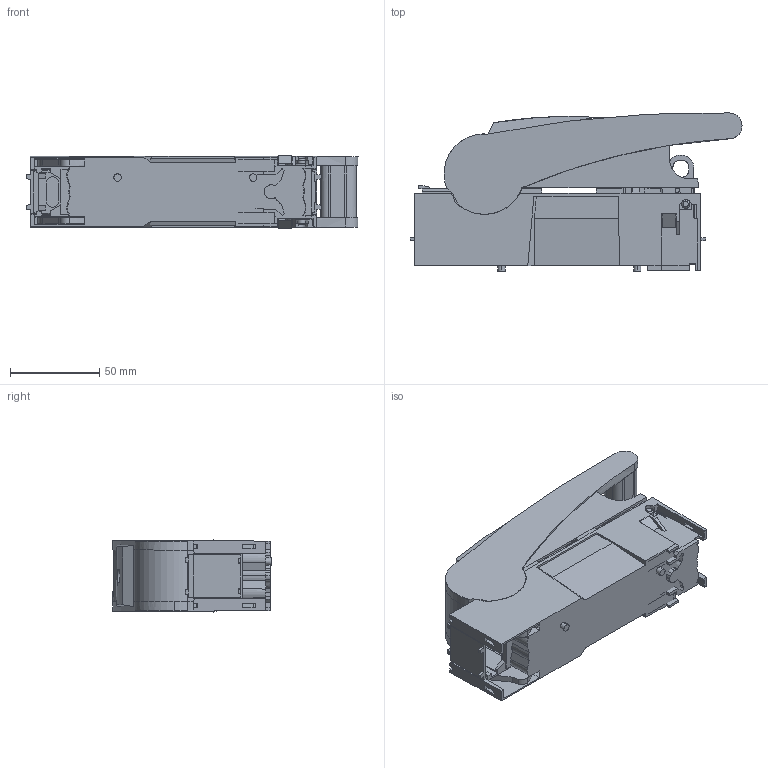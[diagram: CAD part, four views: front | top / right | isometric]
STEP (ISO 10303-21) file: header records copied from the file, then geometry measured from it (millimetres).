
FILE_DESCRIPTION((''),'2;1');
FILE_NAME('PRT0002','2023-06-09T22:03:20',('20724'),(''),'CREO PARAMETRIC BY PTC INC, 2016390','CREO PARAMETRIC BY PTC INC, 2016390','');
FILE_SCHEMA(('AUTOMOTIVE_DESIGN { 1 0 10303 214 1 1 1 1 }'));
Length unit declared in the file: millimetre
Products named in the file (1): PRT0002
Bounding box: 186.02 x 88.62 x 40.86 mm (x, y, z)
Surface area: 84373.4 mm2 (no closed solid volume)
Topology: 0 solids, 86 shells, 639 faces, 3034 edges, 2461 vertices
Faces by surface type: plane 524, cylinder 80, cone 18, bspline 9, extrusion 8
Entity records: 40369 total; most frequent: CARTESIAN_POINT 8157, ORIENTED_EDGE 4262, DIRECTION 4170, EDGE_CURVE 3034, PRESENTATION_STYLE_ASSIGNMENT 2803, STYLED_ITEM 2790, CURVE_STYLE 2627, VECTOR 2568
